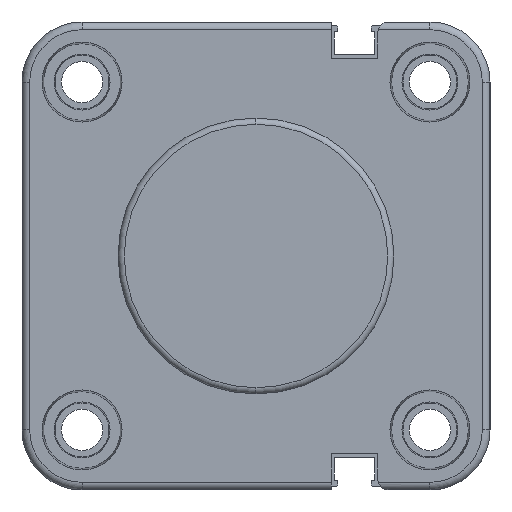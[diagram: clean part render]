
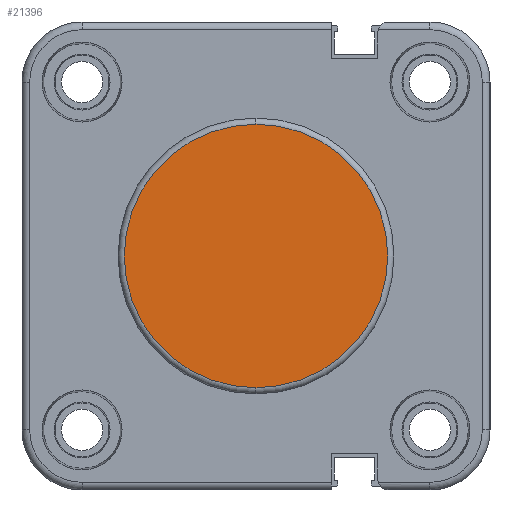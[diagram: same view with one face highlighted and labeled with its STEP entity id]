
A CAD part, left-side view. The second image highlights one B-rep face of the part: STEP entity #21396.
In plain terms, the highlighted planar face has unit normal (-1, 0, 0).
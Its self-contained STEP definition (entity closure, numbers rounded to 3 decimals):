
#637 = AXIS2_PLACEMENT_3D ( 'NONE', #24554, #21472, #5722 ) ;
#1500 = EDGE_LOOP ( 'NONE', ( #18766, #2017 ) ) ;
#1506 = DIRECTION ( 'NONE',  ( -1., 0., 0. ) ) ;
#2017 = ORIENTED_EDGE ( 'NONE', *, *, #6330, .T. ) ;
#2337 = CARTESIAN_POINT ( 'NONE',  ( -37.136, 59.863, 45.092 ) ) ;
#3584 = AXIS2_PLACEMENT_3D ( 'NONE', #23400, #16442, #20924 ) ;
#5722 = DIRECTION ( 'NONE',  ( 0., 0., 1. ) ) ;
#6330 = EDGE_CURVE ( 'NONE', #8246, #21800, #18242, .T. ) ;
#8246 = VERTEX_POINT ( 'NONE', #2337 ) ;
#10622 = EDGE_CURVE ( 'NONE', #21800, #8246, #19835, .T. ) ;
#10872 = DIRECTION ( 'NONE',  ( 0., 0., 1. ) ) ;
#11185 = CARTESIAN_POINT ( 'NONE',  ( -37.136, 59.863, 66.492 ) ) ;
#16442 = DIRECTION ( 'NONE',  ( -1., 0., 0. ) ) ;
#17742 = CARTESIAN_POINT ( 'NONE',  ( -37.136, 59.863, 87.892 ) ) ;
#18242 = CIRCLE ( 'NONE', #18722, 21.4 ) ;
#18722 = AXIS2_PLACEMENT_3D ( 'NONE', #11185, #1506, #10872 ) ;
#18766 = ORIENTED_EDGE ( 'NONE', *, *, #10622, .T. ) ;
#19835 = CIRCLE ( 'NONE', #3584, 21.4 ) ;
#20924 = DIRECTION ( 'NONE',  ( 0., 0., 1. ) ) ;
#21396 = ADVANCED_FACE ( 'NONE', ( #28571 ), #23959, .T. ) ;
#21472 = DIRECTION ( 'NONE',  ( -1., 0., 0. ) ) ;
#21800 = VERTEX_POINT ( 'NONE', #17742 ) ;
#23400 = CARTESIAN_POINT ( 'NONE',  ( -37.136, 59.863, 66.492 ) ) ;
#23959 = PLANE ( 'NONE',  #637 ) ;
#24554 = CARTESIAN_POINT ( 'NONE',  ( -37.136, 59.863, 66.492 ) ) ;
#28571 = FACE_OUTER_BOUND ( 'NONE', #1500, .T. ) ;
